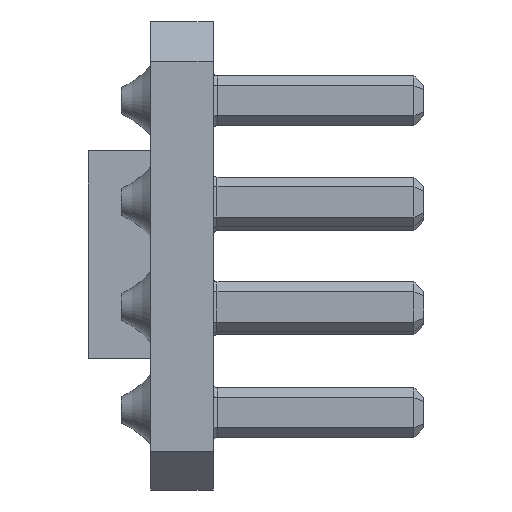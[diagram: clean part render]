
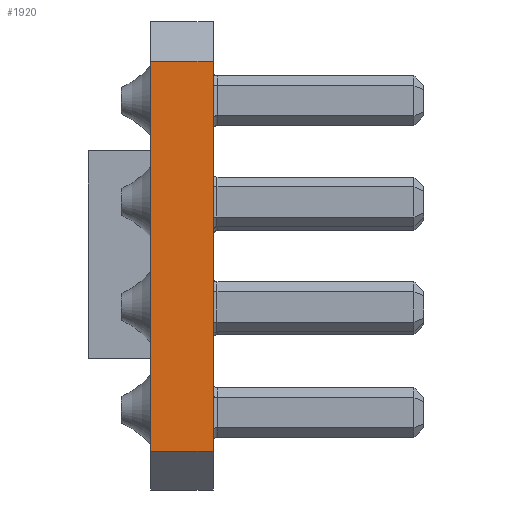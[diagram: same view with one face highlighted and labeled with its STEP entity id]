
A CAD part, left-side view. The second image highlights one B-rep face of the part: STEP entity #1920.
In plain terms, the highlighted planar face has unit normal (-1, 0, 0).
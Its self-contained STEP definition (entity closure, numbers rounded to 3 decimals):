
#283 = FACE_OUTER_BOUND ( 'NONE', #4043, .T. ) ;
#449 = EDGE_CURVE ( 'NONE', #3275, #4370, #1419, .T. ) ;
#725 = VECTOR ( 'NONE', #4724, 1000. ) ;
#755 = CARTESIAN_POINT ( 'NONE',  ( 0., 0., 0. ) ) ;
#767 = VECTOR ( 'NONE', #1908, 1000. ) ;
#1015 = DIRECTION ( 'NONE',  ( 1., 0., 0. ) ) ;
#1106 = CARTESIAN_POINT ( 'NONE',  ( 0., 1.6, -11. ) ) ;
#1247 = CARTESIAN_POINT ( 'NONE',  ( 0., 1.6, -11. ) ) ;
#1366 = CARTESIAN_POINT ( 'NONE',  ( 0., 1.6, 0. ) ) ;
#1419 = LINE ( 'NONE', #1796, #4140 ) ;
#1678 = ORIENTED_EDGE ( 'NONE', *, *, #449, .F. ) ;
#1794 = CARTESIAN_POINT ( 'NONE',  ( 0., 0., -1. ) ) ;
#1796 = CARTESIAN_POINT ( 'NONE',  ( 0., 1.6, 0. ) ) ;
#1826 = ORIENTED_EDGE ( 'NONE', *, *, #4231, .T. ) ;
#1908 = DIRECTION ( 'NONE',  ( 0., 0., 1. ) ) ;
#1920 = ADVANCED_FACE ( 'NONE', ( #283 ), #4463, .F. ) ;
#2071 = EDGE_CURVE ( 'NONE', #2956, #2949, #3091, .T. ) ;
#2079 = ORIENTED_EDGE ( 'NONE', *, *, #2071, .T. ) ;
#2144 = CARTESIAN_POINT ( 'NONE',  ( 0., 0., -11. ) ) ;
#2381 = CARTESIAN_POINT ( 'NONE',  ( 0., 1.6, -1. ) ) ;
#2399 = DIRECTION ( 'NONE',  ( 0., -1., 0. ) ) ;
#2748 = LINE ( 'NONE', #1247, #4726 ) ;
#2894 = DIRECTION ( 'NONE',  ( 0., 0., -1. ) ) ;
#2949 = VERTEX_POINT ( 'NONE', #1794 ) ;
#2956 = VERTEX_POINT ( 'NONE', #2144 ) ;
#3091 = LINE ( 'NONE', #755, #767 ) ;
#3252 = ORIENTED_EDGE ( 'NONE', *, *, #3791, .T. ) ;
#3275 = VERTEX_POINT ( 'NONE', #1106 ) ;
#3332 = CARTESIAN_POINT ( 'NONE',  ( 0., 1.6, -1. ) ) ;
#3373 = DIRECTION ( 'NONE',  ( 0., 0., 1. ) ) ;
#3791 = EDGE_CURVE ( 'NONE', #2949, #4370, #4006, .T. ) ;
#3814 = AXIS2_PLACEMENT_3D ( 'NONE', #1366, #1015, #2894 ) ;
#4006 = LINE ( 'NONE', #2381, #725 ) ;
#4043 = EDGE_LOOP ( 'NONE', ( #2079, #3252, #1678, #1826 ) ) ;
#4140 = VECTOR ( 'NONE', #3373, 1000. ) ;
#4231 = EDGE_CURVE ( 'NONE', #3275, #2956, #2748, .T. ) ;
#4370 = VERTEX_POINT ( 'NONE', #3332 ) ;
#4463 = PLANE ( 'NONE',  #3814 ) ;
#4724 = DIRECTION ( 'NONE',  ( 0., 1., 0. ) ) ;
#4726 = VECTOR ( 'NONE', #2399, 1000. ) ;
